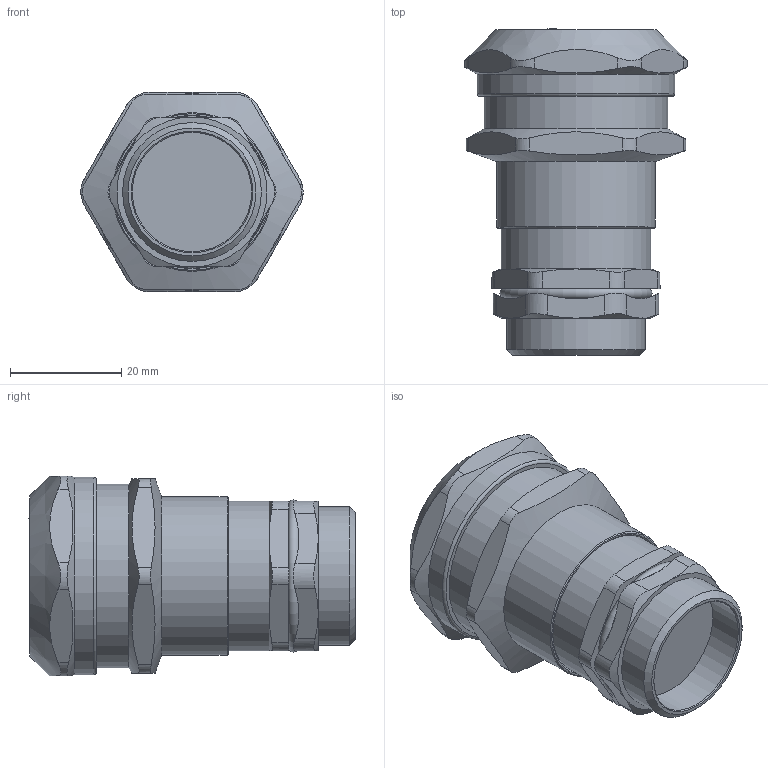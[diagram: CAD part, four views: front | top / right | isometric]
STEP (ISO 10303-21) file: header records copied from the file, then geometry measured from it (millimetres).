
FILE_DESCRIPTION(/* description */ (''),/* implementation_level */ '2;1');
FILE_NAME(/* name */ '',/* time_stamp */ '2025-04-10T11:51:41+07:00',/* author */ ('zeta-86'),/* organization */ (''),/* preprocessor_version */ 'ST-DEVELOPER v19.2',/* originating_system */ 'Autodesk Inventor 2024',/* authorisation */ '');
FILE_SCHEMA (('AUTOMOTIVE_DESIGN { 1 0 10303 214 3 1 1 }'));
Length unit declared in the file: millimetre
Products named in the file (1): Деталь2
Bounding box: 40.02 x 58.75 x 36 mm (x, y, z)
Volume: 39756.1 mm3; surface area: 9290.3 mm2
Topology: 1 solids, 1 shells, 112 faces, 284 edges, 181 vertices
Faces by surface type: plane 36, cylinder 36, cone 29, bspline 6, torus 5
Full cylindrical faces by diameter (mm): 21.5 x1, 23.38 x2, 25 x2, 26.5 x1, 27 x1, 28.6 x1, 33 x1, 35.5 x1
Entity records: 4249 total; most frequent: CARTESIAN_POINT 1655, ORIENTED_EDGE 568, DIRECTION 444, EDGE_CURVE 284, AXIS2_PLACEMENT_3D 184, VERTEX_POINT 181, EDGE_LOOP 122, STYLED_ITEM 112
